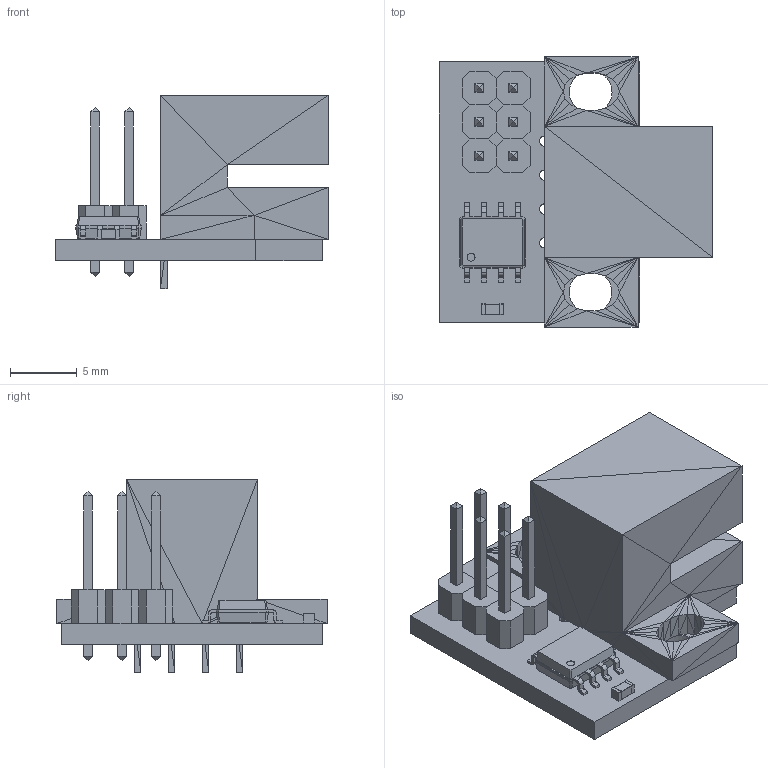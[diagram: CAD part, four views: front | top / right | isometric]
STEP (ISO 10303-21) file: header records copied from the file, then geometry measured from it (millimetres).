
FILE_DESCRIPTION(('FreeCAD Model'),'2;1');
FILE_NAME('optical-distance.step','2017-05-23T21:02:18',(''),(''),'Open CASCADE STEP processor 6.8', 'FreeCAD','Unknown');
FILE_SCHEMA(('AUTOMOTIVE_DESIGN_CC2 { 1 2 10303 214 -1 1 5 4 }'));
Length unit declared in the file: millimetre
Products named in the file (6): ASSEMBLY; Pcb; SOIC-8_3.9x4.9mm_Pitch1.27mm_; C_0603_; Group002_; HEDS_973X_X50001_(Solid)_
Assembly tree (5 placements, depth 2):
  ASSEMBLY
    Pcb
    SOIC-8_3.9x4.9mm_Pitch1.27mm_
    C_0603_
    Group002_
    HEDS_973X_X50001_(Solid)_
Bounding box: 20.48 x 20.2 x 14.5 mm (x, y, z)
Volume: 1960.1 mm3; surface area: 2295.1 mm2
Topology: 5 solids, 5 shells, 616 faces, 1245 edges, 646 vertices
Faces by surface type: plane 479, bspline 80, cylinder 57
Full cylindrical faces by diameter (mm): 0.6 x1, 0.762 x4, 1 x6, 3.2 x2
Entity records: 17426 total; most frequent: CARTESIAN_POINT 2881, ORIENTED_EDGE 2490, DIRECTION 2315, EDGE_CURVE 1245, LINE 1003, VECTOR 1003, AXIS2_PLACEMENT_3D 656, FACE_BOUND 655
